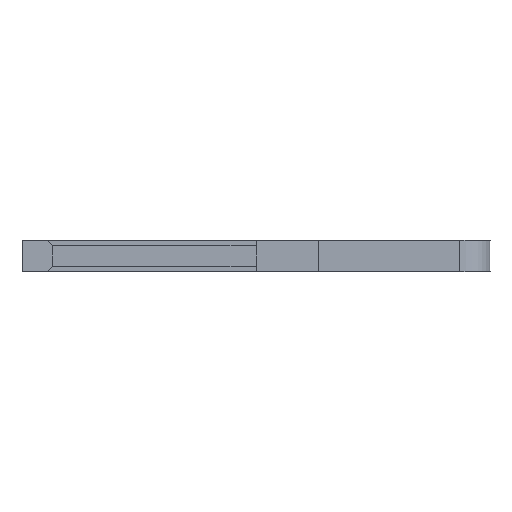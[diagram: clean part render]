
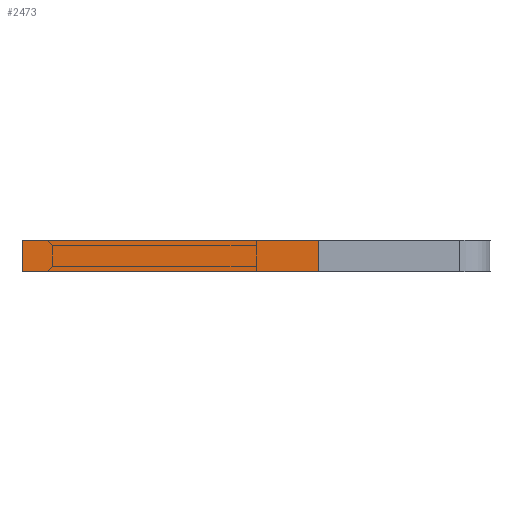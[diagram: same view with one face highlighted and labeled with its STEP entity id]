
A CAD part, left-side view. The second image highlights one B-rep face of the part: STEP entity #2473.
In plain terms, the highlighted face is planar.
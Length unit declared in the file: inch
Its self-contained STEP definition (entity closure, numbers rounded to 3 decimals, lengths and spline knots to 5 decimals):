
#69 = DIRECTION ( 'NONE',  ( 0., 1., 0. ) ) ;
#156 = DIRECTION ( 'NONE',  ( -1., 0., 0. ) ) ;
#343 = VECTOR ( 'NONE', #2811, 39.37008 ) ;
#413 = CARTESIAN_POINT ( 'NONE',  ( -0.01, 0.15, -0.04 ) ) ;
#453 = DIRECTION ( 'NONE',  ( 0., 0., 1. ) ) ;
#473 = EDGE_LOOP ( 'NONE', ( #2662, #3938, #1687, #1997 ) ) ;
#499 = CARTESIAN_POINT ( 'NONE',  ( 0.01, 0.15, -0.04 ) ) ;
#571 = AXIS2_PLACEMENT_3D ( 'NONE', #2719, #453, #3075 ) ;
#597 = VECTOR ( 'NONE', #156, 39.37008 ) ;
#863 = FACE_OUTER_BOUND ( 'NONE', #473, .T. ) ;
#1489 = VERTEX_POINT ( 'NONE', #3599 ) ;
#1687 = ORIENTED_EDGE ( 'NONE', *, *, #2750, .F. ) ;
#1845 = EDGE_CURVE ( 'NONE', #2763, #1489, #2124, .T. ) ;
#1870 = VECTOR ( 'NONE', #2035, 39.37008 ) ;
#1904 = CARTESIAN_POINT ( 'NONE',  ( 0.01, 0.15, -0.04 ) ) ;
#1997 = ORIENTED_EDGE ( 'NONE', *, *, #1845, .T. ) ;
#2035 = DIRECTION ( 'NONE',  ( -1., 0., 0. ) ) ;
#2124 = LINE ( 'NONE', #2356, #1870 ) ;
#2199 = EDGE_CURVE ( 'NONE', #1489, #2523, #2797, .T. ) ;
#2217 = LINE ( 'NONE', #499, #597 ) ;
#2356 = CARTESIAN_POINT ( 'NONE',  ( 0.01, -0.04, -0.04 ) ) ;
#2473 = ADVANCED_FACE ( 'NONE', ( #863 ), #3685, .F. ) ;
#2523 = VERTEX_POINT ( 'NONE', #3396 ) ;
#2662 = ORIENTED_EDGE ( 'NONE', *, *, #2199, .T. ) ;
#2719 = CARTESIAN_POINT ( 'NONE',  ( 0.01, 0.15, -0.04 ) ) ;
#2750 = EDGE_CURVE ( 'NONE', #2763, #3141, #3206, .T. ) ;
#2763 = VERTEX_POINT ( 'NONE', #4059 ) ;
#2797 = LINE ( 'NONE', #413, #3367 ) ;
#2811 = DIRECTION ( 'NONE',  ( 0., 1., 0. ) ) ;
#2952 = EDGE_CURVE ( 'NONE', #3141, #2523, #2217, .T. ) ;
#3061 = CARTESIAN_POINT ( 'NONE',  ( 0.01, 0.15, -0.04 ) ) ;
#3075 = DIRECTION ( 'NONE',  ( 1., 0., 0. ) ) ;
#3141 = VERTEX_POINT ( 'NONE', #1904 ) ;
#3206 = LINE ( 'NONE', #3061, #343 ) ;
#3367 = VECTOR ( 'NONE', #69, 39.37008 ) ;
#3396 = CARTESIAN_POINT ( 'NONE',  ( -0.01, 0.15, -0.04 ) ) ;
#3599 = CARTESIAN_POINT ( 'NONE',  ( -0.01, -0.04, -0.04 ) ) ;
#3685 = PLANE ( 'NONE',  #571 ) ;
#3938 = ORIENTED_EDGE ( 'NONE', *, *, #2952, .F. ) ;
#4059 = CARTESIAN_POINT ( 'NONE',  ( 0.01, -0.04, -0.04 ) ) ;
